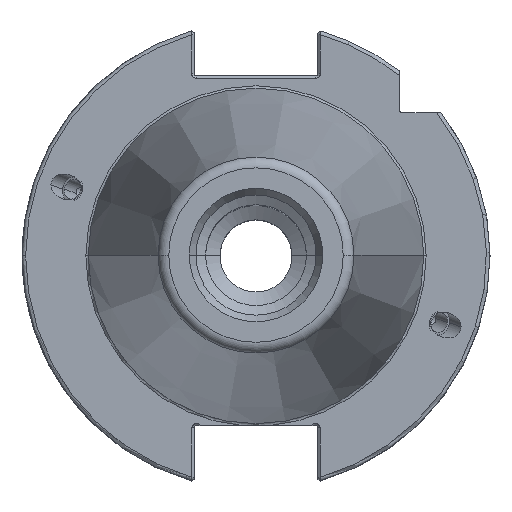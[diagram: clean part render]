
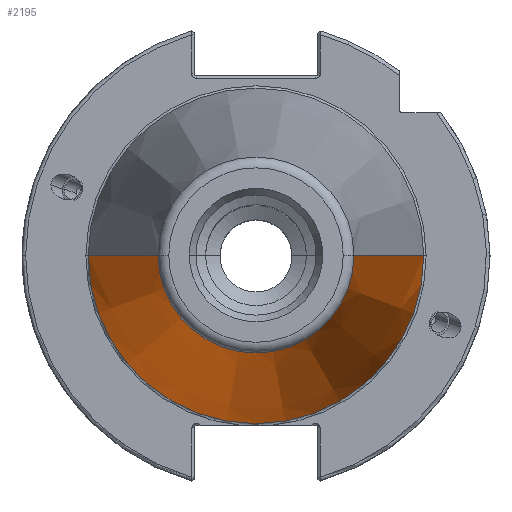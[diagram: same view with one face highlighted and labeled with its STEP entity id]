
A CAD part, top view. The second image highlights one B-rep face of the part: STEP entity #2195.
In plain terms, the highlighted conical face has half-angle 8.297 degrees and reference radius 20.108 mm.
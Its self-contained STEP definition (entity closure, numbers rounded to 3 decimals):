
#38 = VERTEX_POINT ( 'NONE', #3804 ) ;
#74 = CARTESIAN_POINT ( 'NONE',  ( 0., 0., 0. ) ) ;
#366 = ORIENTED_EDGE ( 'NONE', *, *, #900, .F. ) ;
#785 = DIRECTION ( 'NONE',  ( -1., 0., 0. ) ) ;
#900 = EDGE_CURVE ( 'NONE', #5638, #38, #1367, .T. ) ;
#963 = LINE ( 'NONE', #6338, #7935 ) ;
#1063 = CIRCLE ( 'NONE', #6461, 34.925 ) ;
#1345 = DIRECTION ( 'NONE',  ( 0.144, 0., -0.99 ) ) ;
#1367 = LINE ( 'NONE', #8236, #2798 ) ;
#1664 = FACE_OUTER_BOUND ( 'NONE', #5111, .T. ) ;
#2186 = CARTESIAN_POINT ( 'NONE',  ( 0., 0., 99.675 ) ) ;
#2195 = ADVANCED_FACE ( 'NONE', ( #1664 ), #2410, .T. ) ;
#2312 = ORIENTED_EDGE ( 'NONE', *, *, #2658, .T. ) ;
#2327 = DIRECTION ( 'NONE',  ( -0.144, 0., -0.99 ) ) ;
#2410 = CONICAL_SURFACE ( 'NONE', #3366, 20.108, 0.145 ) ;
#2658 = EDGE_CURVE ( 'NONE', #3948, #2927, #963, .T. ) ;
#2798 = VECTOR ( 'NONE', #1345, 1000. ) ;
#2878 = DIRECTION ( 'NONE',  ( 1., 0., 0. ) ) ;
#2927 = VERTEX_POINT ( 'NONE', #8543 ) ;
#3250 = EDGE_CURVE ( 'NONE', #5638, #3948, #5220, .T. ) ;
#3366 = AXIS2_PLACEMENT_3D ( 'NONE', #8675, #8589, #3589 ) ;
#3589 = DIRECTION ( 'NONE',  ( -1., 0., 0. ) ) ;
#3804 = CARTESIAN_POINT ( 'NONE',  ( 34.925, 0., 0. ) ) ;
#3892 = AXIS2_PLACEMENT_3D ( 'NONE', #2186, #6876, #2878 ) ;
#3948 = VERTEX_POINT ( 'NONE', #4800 ) ;
#4079 = ORIENTED_EDGE ( 'NONE', *, *, #7552, .F. ) ;
#4737 = ORIENTED_EDGE ( 'NONE', *, *, #3250, .T. ) ;
#4800 = CARTESIAN_POINT ( 'NONE',  ( -20.389, 0., 99.675 ) ) ;
#4897 = DIRECTION ( 'NONE',  ( 0., 0., -1. ) ) ;
#5111 = EDGE_LOOP ( 'NONE', ( #366, #4737, #2312, #4079 ) ) ;
#5220 = CIRCLE ( 'NONE', #3892, 20.389 ) ;
#5638 = VERTEX_POINT ( 'NONE', #8422 ) ;
#6338 = CARTESIAN_POINT ( 'NONE',  ( -20.108, 0., 101.6 ) ) ;
#6461 = AXIS2_PLACEMENT_3D ( 'NONE', #74, #4897, #785 ) ;
#6876 = DIRECTION ( 'NONE',  ( 0., 0., -1. ) ) ;
#7552 = EDGE_CURVE ( 'NONE', #38, #2927, #1063, .T. ) ;
#7935 = VECTOR ( 'NONE', #2327, 1000. ) ;
#8236 = CARTESIAN_POINT ( 'NONE',  ( 20.108, 0., 101.6 ) ) ;
#8422 = CARTESIAN_POINT ( 'NONE',  ( 20.389, 0., 99.675 ) ) ;
#8543 = CARTESIAN_POINT ( 'NONE',  ( -34.925, 0., 0. ) ) ;
#8589 = DIRECTION ( 'NONE',  ( 0., 0., -1. ) ) ;
#8675 = CARTESIAN_POINT ( 'NONE',  ( 0., 0., 101.6 ) ) ;
